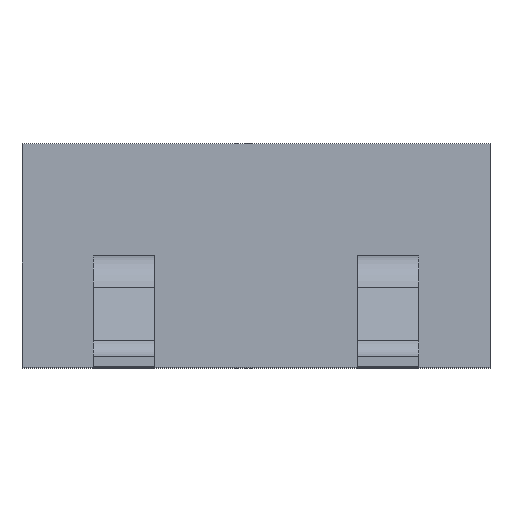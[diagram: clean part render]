
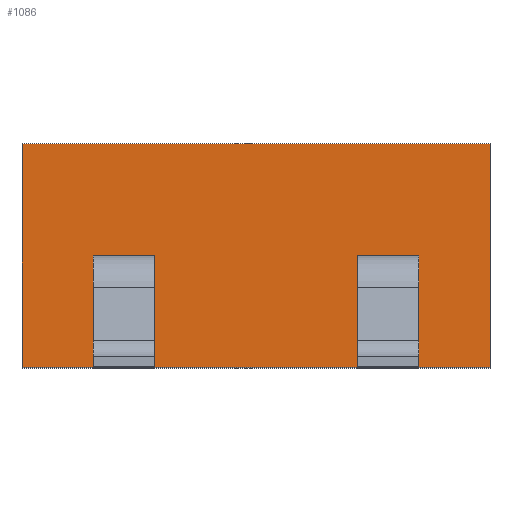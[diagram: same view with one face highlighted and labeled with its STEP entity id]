
A CAD part, top view. The second image highlights one B-rep face of the part: STEP entity #1086.
In plain terms, the highlighted planar face has unit normal (0, 0, 1).
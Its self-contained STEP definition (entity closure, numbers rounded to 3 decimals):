
#76=FACE_OUTER_BOUND('',#139,.T.);
#139=EDGE_LOOP('',(#738,#739,#740,#741));
#202=LINE('',#1590,#329);
#206=LINE('',#1597,#333);
#209=LINE('',#1604,#336);
#211=LINE('',#1607,#338);
#329=VECTOR('',#1268,10.);
#333=VECTOR('',#1274,10.);
#336=VECTOR('',#1281,10.);
#338=VECTOR('',#1285,10.);
#455=VERTEX_POINT('',#1587);
#456=VERTEX_POINT('',#1589);
#458=VERTEX_POINT('',#1595);
#460=VERTEX_POINT('',#1603);
#562=EDGE_CURVE('',#455,#456,#202,.T.);
#566=EDGE_CURVE('',#458,#455,#206,.T.);
#569=EDGE_CURVE('',#460,#456,#209,.T.);
#571=EDGE_CURVE('',#460,#458,#211,.T.);
#738=ORIENTED_EDGE('',*,*,#571,.F.);
#739=ORIENTED_EDGE('',*,*,#569,.T.);
#740=ORIENTED_EDGE('',*,*,#562,.F.);
#741=ORIENTED_EDGE('',*,*,#566,.F.);
#1039=PLANE('',#1167);
#1086=ADVANCED_FACE('',(#76),#1039,.T.);
#1167=AXIS2_PLACEMENT_3D('',#1606,#1283,#1284);
#1268=DIRECTION('',(1.,0.,0.));
#1274=DIRECTION('',(0.,1.,0.));
#1281=DIRECTION('',(0.,1.,0.));
#1283=DIRECTION('center_axis',(0.,0.,1.));
#1284=DIRECTION('ref_axis',(1.,0.,0.));
#1285=DIRECTION('',(-1.,0.,0.));
#1587=CARTESIAN_POINT('',(-2.3,49.2,1.85));
#1589=CARTESIAN_POINT('',(2.3,49.2,1.85));
#1590=CARTESIAN_POINT('',(2.3,49.2,1.85));
#1595=CARTESIAN_POINT('',(-2.3,47.,1.85));
#1597=CARTESIAN_POINT('',(-2.3,47.,1.85));
#1603=CARTESIAN_POINT('',(2.3,47.,1.85));
#1604=CARTESIAN_POINT('',(2.3,47.,1.85));
#1606=CARTESIAN_POINT('Origin',(-2.3,47.,1.85));
#1607=CARTESIAN_POINT('',(2.3,47.,1.85));
